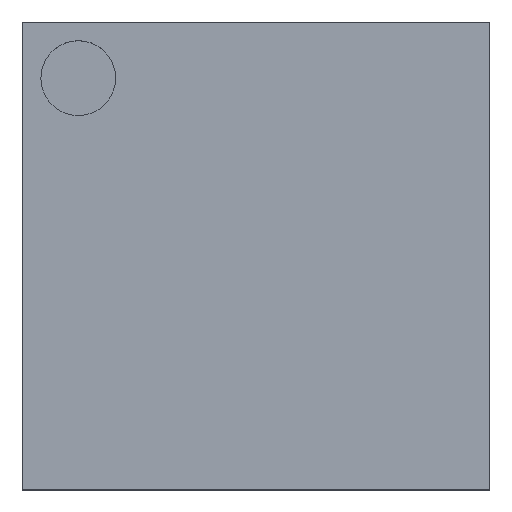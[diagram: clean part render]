
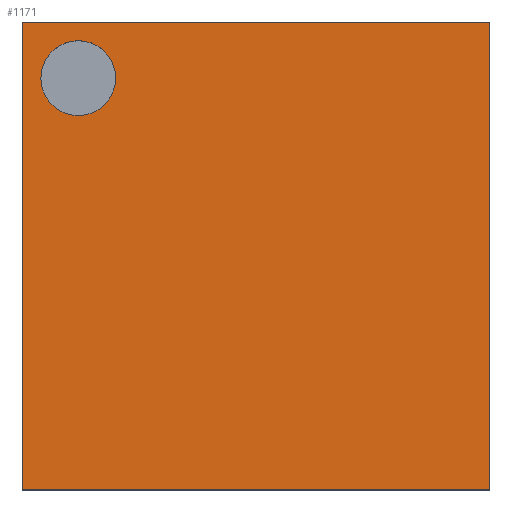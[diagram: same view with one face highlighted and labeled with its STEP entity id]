
A CAD part, top view. The second image highlights one B-rep face of the part: STEP entity #1171.
In plain terms, the highlighted planar face has unit normal (0, 0, 1).
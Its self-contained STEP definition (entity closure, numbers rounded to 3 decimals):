
#1107 = VERTEX_POINT('',#1108);
#1108 = CARTESIAN_POINT('',(-1.25,1.25,0.8));
#1123 = VERTEX_POINT('',#1124);
#1124 = CARTESIAN_POINT('',(1.25,1.25,0.8));
#1130 = EDGE_CURVE('',#1107,#1123,#1131,.T.);
#1131 = LINE('',#1132,#1133);
#1132 = CARTESIAN_POINT('',(-1.25,1.25,0.8));
#1133 = VECTOR('',#1134,1.);
#1134 = DIRECTION('',(1.,0.,0.));
#1153 = EDGE_CURVE('',#1107,#1154,#1156,.T.);
#1154 = VERTEX_POINT('',#1155);
#1155 = CARTESIAN_POINT('',(-1.25,-1.25,0.8));
#1156 = LINE('',#1157,#1158);
#1157 = CARTESIAN_POINT('',(-1.25,1.25,0.8));
#1158 = VECTOR('',#1159,1.);
#1159 = DIRECTION('',(0.,-1.,0.));
#1171 = ADVANCED_FACE('',(#1172,#1190),#1201,.T.);
#1172 = FACE_BOUND('',#1173,.T.);
#1173 = EDGE_LOOP('',(#1174,#1175,#1176,#1184));
#1174 = ORIENTED_EDGE('',*,*,#1130,.F.);
#1175 = ORIENTED_EDGE('',*,*,#1153,.T.);
#1176 = ORIENTED_EDGE('',*,*,#1177,.T.);
#1177 = EDGE_CURVE('',#1154,#1178,#1180,.T.);
#1178 = VERTEX_POINT('',#1179);
#1179 = CARTESIAN_POINT('',(1.25,-1.25,0.8));
#1180 = LINE('',#1181,#1182);
#1181 = CARTESIAN_POINT('',(-1.25,-1.25,0.8));
#1182 = VECTOR('',#1183,1.);
#1183 = DIRECTION('',(1.,0.,0.));
#1184 = ORIENTED_EDGE('',*,*,#1185,.F.);
#1185 = EDGE_CURVE('',#1123,#1178,#1186,.T.);
#1186 = LINE('',#1187,#1188);
#1187 = CARTESIAN_POINT('',(1.25,1.25,0.8));
#1188 = VECTOR('',#1189,1.);
#1189 = DIRECTION('',(0.,-1.,0.));
#1190 = FACE_BOUND('',#1191,.T.);
#1191 = EDGE_LOOP('',(#1192));
#1192 = ORIENTED_EDGE('',*,*,#1193,.F.);
#1193 = EDGE_CURVE('',#1194,#1194,#1196,.T.);
#1194 = VERTEX_POINT('',#1195);
#1195 = CARTESIAN_POINT('',(-0.95,0.75,0.8));
#1196 = CIRCLE('',#1197,0.2);
#1197 = AXIS2_PLACEMENT_3D('',#1198,#1199,#1200);
#1198 = CARTESIAN_POINT('',(-0.95,0.95,0.8));
#1199 = DIRECTION('',(-0.,0.,1.));
#1200 = DIRECTION('',(0.,-1.,0.));
#1201 = PLANE('',#1202);
#1202 = AXIS2_PLACEMENT_3D('',#1203,#1204,#1205);
#1203 = CARTESIAN_POINT('',(-1.25,1.25,0.8));
#1204 = DIRECTION('',(0.,0.,1.));
#1205 = DIRECTION('',(0.,-1.,0.));
